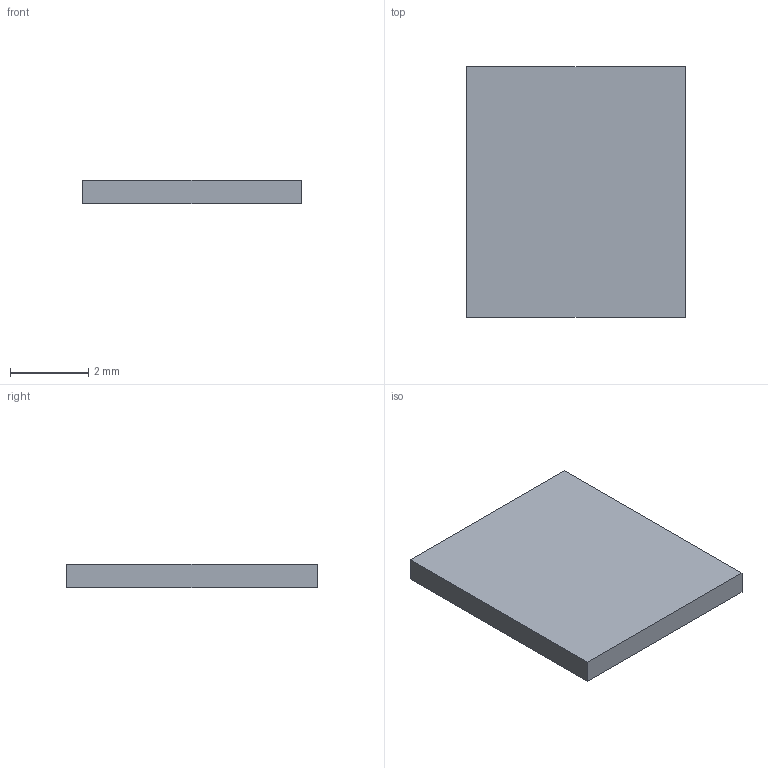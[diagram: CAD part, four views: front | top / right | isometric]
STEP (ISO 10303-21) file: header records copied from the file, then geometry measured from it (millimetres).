
FILE_DESCRIPTION(/* description */ (''),/* implementation_level */ '2;1');
FILE_NAME(/* name */ 'full thing.step',/* time_stamp */ '2026-01-03T20:34:19-08:00',/* author */ (''),/* organization */ (''),/* preprocessor_version */ 'ST-DEVELOPER v20.1',/* originating_system */ 'Autodesk Translation Framework v14.21.0.0',/* authorisation */ '');
FILE_SCHEMA (('AUTOMOTIVE_DESIGN { 1 0 10303 214 3 1 1 }'));
Length unit declared in the file: millimetre
Products named in the file (1): 2026-01-01-15-19-21-181
Bounding box: 5.6 x 6.42 x 0.6 mm (x, y, z)
Volume: 21.6 mm3; surface area: 86.3 mm2
Topology: 1 solids, 1 shells, 6 faces, 12 edges, 8 vertices
Faces by surface type: plane 6
Entity records: 308 total; most frequent: CARTESIAN_POINT 27, DIRECTION 26, ORIENTED_EDGE 24, PRESENTATION_STYLE_ASSIGNMENT 18, SURFACE_STYLE_USAGE 18, SURFACE_SIDE_STYLE 18, SURFACE_STYLE_FILL_AREA 18, FILL_AREA_STYLE 18
